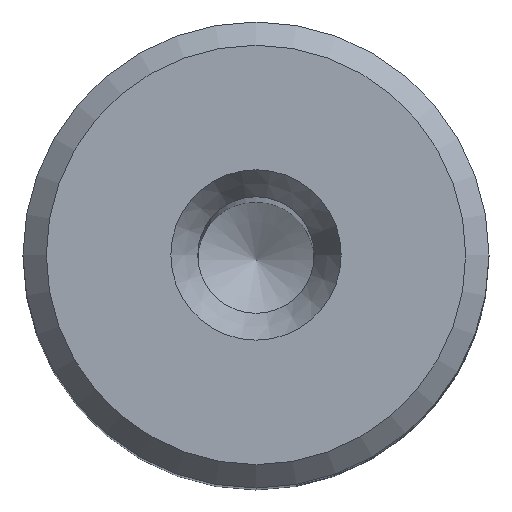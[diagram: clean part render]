
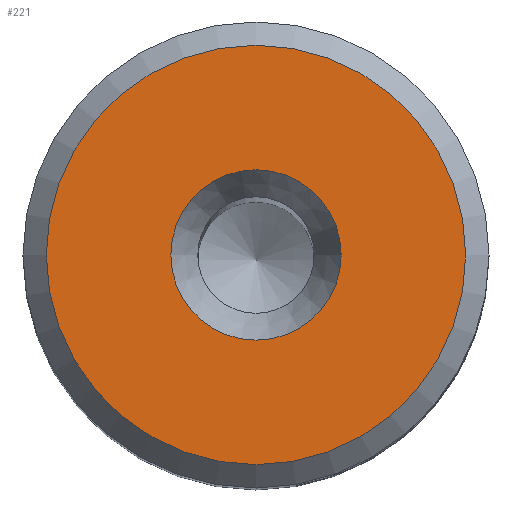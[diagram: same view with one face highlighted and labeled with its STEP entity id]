
A CAD part, top view. The second image highlights one B-rep face of the part: STEP entity #221.
In plain terms, the highlighted planar face has unit normal (0, 0, 1).
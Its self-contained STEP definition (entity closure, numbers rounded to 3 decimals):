
#192=PLANE('',#447);
#221=ADVANCED_FACE('',(#266,#267),#192,.T.);
#266=FACE_BOUND('',#301,.T.);
#267=FACE_BOUND('',#302,.T.);
#301=EDGE_LOOP('',(#340));
#302=EDGE_LOOP('',(#341));
#340=ORIENTED_EDGE('',*,*,#397,.T.);
#341=ORIENTED_EDGE('',*,*,#398,.T.);
#375=VERTEX_POINT('',#614);
#376=VERTEX_POINT('',#616);
#397=EDGE_CURVE('',#375,#375,#415,.T.);
#398=EDGE_CURVE('',#376,#376,#416,.T.);
#415=CIRCLE('',#445,3.655);
#416=CIRCLE('',#446,9.);
#445=AXIS2_PLACEMENT_3D('',#613,#511,#512);
#446=AXIS2_PLACEMENT_3D('',#615,#513,#514);
#447=AXIS2_PLACEMENT_3D('',#617,#515,#516);
#511=DIRECTION('',(0.,0.,-1.));
#512=DIRECTION('',(-1.,0.,0.));
#513=DIRECTION('',(0.,0.,1.));
#514=DIRECTION('',(1.,0.,0.));
#515=DIRECTION('',(0.,0.,1.));
#516=DIRECTION('',(1.,0.,0.));
#613=CARTESIAN_POINT('',(0.,0.,50.));
#614=CARTESIAN_POINT('',(-3.655,0.,50.));
#615=CARTESIAN_POINT('',(0.,0.,50.));
#616=CARTESIAN_POINT('',(9.,0.,50.));
#617=CARTESIAN_POINT('',(0.,0.,50.));
